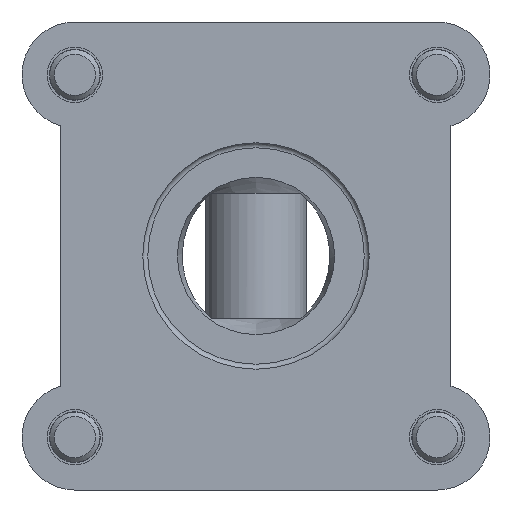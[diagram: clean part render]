
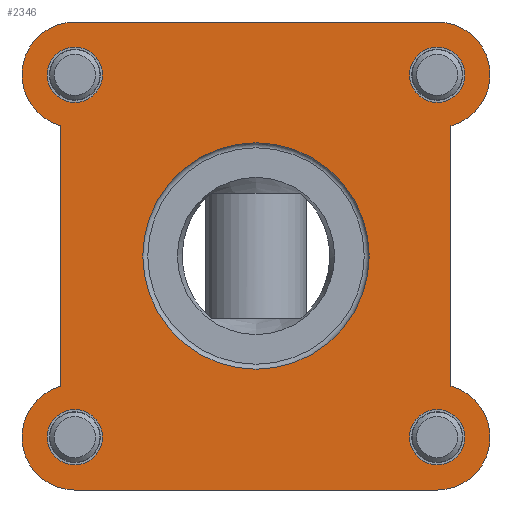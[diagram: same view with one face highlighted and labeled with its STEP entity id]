
A CAD part, front view. The second image highlights one B-rep face of the part: STEP entity #2346.
In plain terms, the highlighted planar face has unit normal (0, -1, 0).
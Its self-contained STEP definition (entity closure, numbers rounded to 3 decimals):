
#199=CIRCLE('',#2581,10.5);
#201=CIRCLE('',#2584,10.5);
#202=CIRCLE('',#2586,10.5);
#203=CIRCLE('',#2588,5.5);
#204=CIRCLE('',#2590,5.5);
#205=CIRCLE('',#2592,5.5);
#207=CIRCLE('',#2595,5.5);
#208=CIRCLE('',#2597,10.5);
#209=CIRCLE('',#2600,22.5);
#557=ORIENTED_EDGE('',*,*,#1114,.F.);
#558=ORIENTED_EDGE('',*,*,#1112,.T.);
#559=ORIENTED_EDGE('',*,*,#1110,.T.);
#560=ORIENTED_EDGE('',*,*,#1109,.T.);
#561=ORIENTED_EDGE('',*,*,#1108,.T.);
#562=ORIENTED_EDGE('',*,*,#1030,.F.);
#563=ORIENTED_EDGE('',*,*,#1113,.F.);
#564=ORIENTED_EDGE('',*,*,#998,.F.);
#565=ORIENTED_EDGE('',*,*,#1107,.F.);
#566=ORIENTED_EDGE('',*,*,#1038,.F.);
#567=ORIENTED_EDGE('',*,*,#1106,.F.);
#568=ORIENTED_EDGE('',*,*,#988,.F.);
#569=ORIENTED_EDGE('',*,*,#1104,.F.);
#988=EDGE_CURVE('',#1313,#1314,#1526,.T.);
#998=EDGE_CURVE('',#1323,#1324,#1534,.T.);
#1030=EDGE_CURVE('',#1342,#1343,#1558,.T.);
#1038=EDGE_CURVE('',#1350,#1351,#1566,.T.);
#1104=EDGE_CURVE('',#1343,#1313,#199,.T.);
#1106=EDGE_CURVE('',#1314,#1350,#201,.T.);
#1107=EDGE_CURVE('',#1351,#1323,#202,.T.);
#1108=EDGE_CURVE('',#1389,#1389,#203,.T.);
#1109=EDGE_CURVE('',#1390,#1390,#204,.T.);
#1110=EDGE_CURVE('',#1391,#1391,#205,.T.);
#1112=EDGE_CURVE('',#1393,#1393,#207,.T.);
#1113=EDGE_CURVE('',#1324,#1342,#208,.T.);
#1114=EDGE_CURVE('',#1394,#1394,#209,.T.);
#1313=VERTEX_POINT('',#3655);
#1314=VERTEX_POINT('',#3657);
#1323=VERTEX_POINT('',#3676);
#1324=VERTEX_POINT('',#3678);
#1342=VERTEX_POINT('',#3748);
#1343=VERTEX_POINT('',#3750);
#1350=VERTEX_POINT('',#3765);
#1351=VERTEX_POINT('',#3767);
#1389=VERTEX_POINT('',#3902);
#1390=VERTEX_POINT('',#3905);
#1391=VERTEX_POINT('',#3908);
#1393=VERTEX_POINT('',#3913);
#1394=VERTEX_POINT('',#3919);
#1526=LINE('',#3656,#1710);
#1534=LINE('',#3677,#1718);
#1558=LINE('',#3749,#1742);
#1566=LINE('',#3766,#1750);
#1710=VECTOR('',#2846,1000.);
#1718=VECTOR('',#2860,1000.);
#1742=VECTOR('',#2910,1000.);
#1750=VECTOR('',#2920,1000.);
#1931=EDGE_LOOP('',(#557));
#1932=EDGE_LOOP('',(#558));
#1933=EDGE_LOOP('',(#559));
#1934=EDGE_LOOP('',(#560));
#1935=EDGE_LOOP('',(#561));
#1936=EDGE_LOOP('',(#562,#563,#564,#565,#566,#567,#568,#569));
#2109=FACE_BOUND('',#1931,.T.);
#2110=FACE_BOUND('',#1932,.T.);
#2111=FACE_BOUND('',#1933,.T.);
#2112=FACE_BOUND('',#1934,.T.);
#2113=FACE_BOUND('',#1935,.T.);
#2114=FACE_BOUND('',#1936,.T.);
#2251=PLANE('',#2599);
#2346=ADVANCED_FACE('',(#2109,#2110,#2111,#2112,#2113,#2114),#2251,.F.);
#2581=AXIS2_PLACEMENT_3D('',#3894,#3064,#3065);
#2584=AXIS2_PLACEMENT_3D('',#3897,#3070,#3071);
#2586=AXIS2_PLACEMENT_3D('',#3899,#3074,#3075);
#2588=AXIS2_PLACEMENT_3D('',#3901,#3078,#3079);
#2590=AXIS2_PLACEMENT_3D('',#3904,#3082,#3083);
#2592=AXIS2_PLACEMENT_3D('',#3907,#3086,#3087);
#2595=AXIS2_PLACEMENT_3D('',#3912,#3092,#3093);
#2597=AXIS2_PLACEMENT_3D('',#3915,#3096,#3097);
#2599=AXIS2_PLACEMENT_3D('',#3917,#3100,#3101);
#2600=AXIS2_PLACEMENT_3D('',#3918,#3102,#3103);
#2846=DIRECTION('',(1.,0.,0.));
#2860=DIRECTION('',(-1.,0.,0.));
#2910=DIRECTION('',(0.,0.,1.));
#2920=DIRECTION('',(0.,0.,-1.));
#3064=DIRECTION('',(0.,1.,0.));
#3065=DIRECTION('',(1.,0.,0.));
#3070=DIRECTION('',(0.,1.,0.));
#3071=DIRECTION('',(1.,0.,0.));
#3074=DIRECTION('',(0.,1.,0.));
#3075=DIRECTION('',(1.,0.,0.));
#3078=DIRECTION('',(0.,1.,0.));
#3079=DIRECTION('',(1.,0.,0.));
#3082=DIRECTION('',(0.,1.,0.));
#3083=DIRECTION('',(1.,0.,0.));
#3086=DIRECTION('',(0.,1.,0.));
#3087=DIRECTION('',(1.,0.,0.));
#3092=DIRECTION('',(0.,1.,0.));
#3093=DIRECTION('',(1.,0.,0.));
#3096=DIRECTION('',(0.,1.,0.));
#3097=DIRECTION('',(1.,0.,0.));
#3100=DIRECTION('',(0.,1.,0.));
#3101=DIRECTION('',(0.,0.,1.));
#3102=DIRECTION('',(0.,-1.,0.));
#3103=DIRECTION('',(0.,0.,-1.));
#3655=CARTESIAN_POINT('',(-36.,0.,46.5));
#3656=CARTESIAN_POINT('',(-36.,0.,46.5));
#3657=CARTESIAN_POINT('',(36.,0.,46.5));
#3676=CARTESIAN_POINT('',(36.,0.,-46.5));
#3677=CARTESIAN_POINT('',(36.,0.,-46.5));
#3678=CARTESIAN_POINT('',(-36.,0.,-46.5));
#3748=CARTESIAN_POINT('',(-38.75,0.,-25.867));
#3749=CARTESIAN_POINT('',(-38.75,0.,-25.867));
#3750=CARTESIAN_POINT('',(-38.75,0.,25.867));
#3765=CARTESIAN_POINT('',(38.75,0.,25.867));
#3766=CARTESIAN_POINT('',(38.75,0.,25.867));
#3767=CARTESIAN_POINT('',(38.75,0.,-25.867));
#3894=CARTESIAN_POINT('',(-36.,0.,36.));
#3897=CARTESIAN_POINT('',(36.,0.,36.));
#3899=CARTESIAN_POINT('',(36.,0.,-36.));
#3901=CARTESIAN_POINT('',(36.,0.,-36.));
#3902=CARTESIAN_POINT('',(41.5,0.,-36.));
#3904=CARTESIAN_POINT('',(36.,0.,36.));
#3905=CARTESIAN_POINT('',(41.5,0.,36.));
#3907=CARTESIAN_POINT('',(-36.,0.,-36.));
#3908=CARTESIAN_POINT('',(-30.5,0.,-36.));
#3912=CARTESIAN_POINT('',(-36.,0.,36.));
#3913=CARTESIAN_POINT('',(-30.5,0.,36.));
#3915=CARTESIAN_POINT('',(-36.,0.,-36.));
#3917=CARTESIAN_POINT('',(-36.,0.,36.));
#3918=CARTESIAN_POINT('',(0.,0.,0.));
#3919=CARTESIAN_POINT('',(0.,0.,-22.5));
